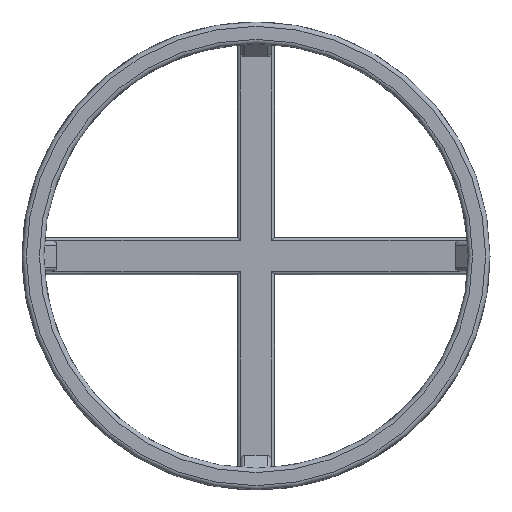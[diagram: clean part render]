
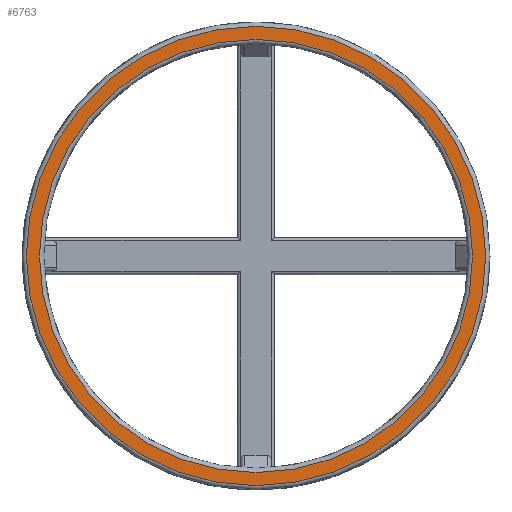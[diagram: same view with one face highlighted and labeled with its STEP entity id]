
A CAD part, top view. The second image highlights one B-rep face of the part: STEP entity #6763.
In plain terms, the highlighted planar face has unit normal (0, 0, 1).
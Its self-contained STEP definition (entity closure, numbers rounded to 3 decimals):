
#3445 = TOROIDAL_SURFACE('',#3446,52.75,1.);
#3446 = AXIS2_PLACEMENT_3D('',#3447,#3448,#3449);
#3447 = CARTESIAN_POINT('',(0.,0.,21.));
#3448 = DIRECTION('',(0.,0.,1.));
#3449 = DIRECTION('',(1.,0.,-0.));
#4025 = TOROIDAL_SURFACE('',#4026,49.75,1.);
#4026 = AXIS2_PLACEMENT_3D('',#4027,#4028,#4029);
#4027 = CARTESIAN_POINT('',(0.,0.,21.));
#4028 = DIRECTION('',(0.,0.,1.));
#4029 = DIRECTION('',(1.,0.,0.));
#5885 = VERTEX_POINT('',#5886);
#5886 = CARTESIAN_POINT('',(52.75,0.,22.));
#5908 = EDGE_CURVE('',#5885,#5885,#5909,.T.);
#5909 = SURFACE_CURVE('',#5910,(#5915,#5922),.PCURVE_S1.);
#5910 = CIRCLE('',#5911,52.75);
#5911 = AXIS2_PLACEMENT_3D('',#5912,#5913,#5914);
#5912 = CARTESIAN_POINT('',(0.,0.,22.));
#5913 = DIRECTION('',(0.,0.,1.));
#5914 = DIRECTION('',(1.,0.,-0.));
#5915 = PCURVE('',#3445,#5916);
#5916 = DEFINITIONAL_REPRESENTATION('',(#5917),#5921);
#5917 = LINE('',#5918,#5919);
#5918 = CARTESIAN_POINT('',(0.,1.571));
#5919 = VECTOR('',#5920,1.);
#5920 = DIRECTION('',(1.,0.));
#5921 = ( GEOMETRIC_REPRESENTATION_CONTEXT(2) 
PARAMETRIC_REPRESENTATION_CONTEXT() REPRESENTATION_CONTEXT('2D SPACE',''
  ) );
#5922 = PCURVE('',#5923,#5928);
#5923 = PLANE('',#5924);
#5924 = AXIS2_PLACEMENT_3D('',#5925,#5926,#5927);
#5925 = CARTESIAN_POINT('',(0.,0.,22.)
  );
#5926 = DIRECTION('',(0.,0.,1.));
#5927 = DIRECTION('',(1.,0.,-0.));
#5928 = DEFINITIONAL_REPRESENTATION('',(#5929),#5933);
#5929 = CIRCLE('',#5930,52.75);
#5930 = AXIS2_PLACEMENT_2D('',#5931,#5932);
#5931 = CARTESIAN_POINT('',(0.,0.));
#5932 = DIRECTION('',(1.,0.));
#5933 = ( GEOMETRIC_REPRESENTATION_CONTEXT(2) 
PARAMETRIC_REPRESENTATION_CONTEXT() REPRESENTATION_CONTEXT('2D SPACE',''
  ) );
#6686 = VERTEX_POINT('',#6687);
#6687 = CARTESIAN_POINT('',(49.75,0.,22.));
#6707 = EDGE_CURVE('',#6686,#6686,#6708,.T.);
#6708 = SURFACE_CURVE('',#6709,(#6714,#6721),.PCURVE_S1.);
#6709 = CIRCLE('',#6710,49.75);
#6710 = AXIS2_PLACEMENT_3D('',#6711,#6712,#6713);
#6711 = CARTESIAN_POINT('',(0.,0.,22.));
#6712 = DIRECTION('',(0.,0.,1.));
#6713 = DIRECTION('',(1.,0.,0.));
#6714 = PCURVE('',#4025,#6715);
#6715 = DEFINITIONAL_REPRESENTATION('',(#6716),#6720);
#6716 = LINE('',#6717,#6718);
#6717 = CARTESIAN_POINT('',(0.,1.571));
#6718 = VECTOR('',#6719,1.);
#6719 = DIRECTION('',(1.,0.));
#6720 = ( GEOMETRIC_REPRESENTATION_CONTEXT(2) 
PARAMETRIC_REPRESENTATION_CONTEXT() REPRESENTATION_CONTEXT('2D SPACE',''
  ) );
#6721 = PCURVE('',#5923,#6722);
#6722 = DEFINITIONAL_REPRESENTATION('',(#6723),#6727);
#6723 = CIRCLE('',#6724,49.75);
#6724 = AXIS2_PLACEMENT_2D('',#6725,#6726);
#6725 = CARTESIAN_POINT('',(0.,0.));
#6726 = DIRECTION('',(1.,0.));
#6727 = ( GEOMETRIC_REPRESENTATION_CONTEXT(2) 
PARAMETRIC_REPRESENTATION_CONTEXT() REPRESENTATION_CONTEXT('2D SPACE',''
  ) );
#6763 = ADVANCED_FACE('',(#6764,#6767),#5923,.T.);
#6764 = FACE_BOUND('',#6765,.T.);
#6765 = EDGE_LOOP('',(#6766));
#6766 = ORIENTED_EDGE('',*,*,#5908,.T.);
#6767 = FACE_BOUND('',#6768,.T.);
#6768 = EDGE_LOOP('',(#6769));
#6769 = ORIENTED_EDGE('',*,*,#6707,.F.);
